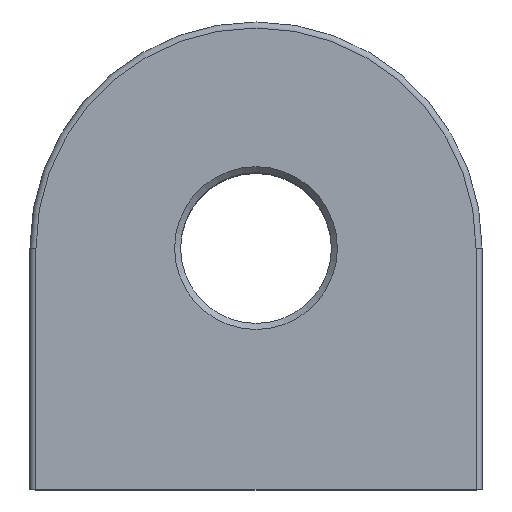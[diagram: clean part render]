
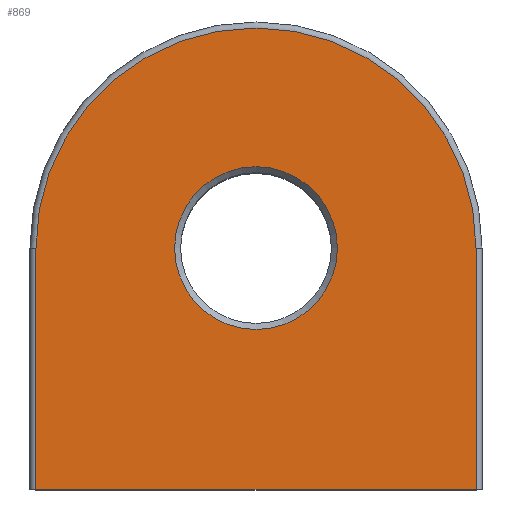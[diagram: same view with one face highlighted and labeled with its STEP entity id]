
A CAD part, top view. The second image highlights one B-rep face of the part: STEP entity #869.
In plain terms, the highlighted planar face has unit normal (0, 0, 1).
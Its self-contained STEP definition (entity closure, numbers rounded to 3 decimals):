
#24=LINE('',#1343,#84);
#25=LINE('',#1345,#85);
#26=LINE('',#1347,#86);
#84=VECTOR('',#1067,10.);
#85=VECTOR('',#1068,10.);
#86=VECTOR('',#1069,10.);
#144=PLANE('',#950);
#188=FACE_BOUND('',#267,.T.);
#208=FACE_OUTER_BOUND('',#266,.T.);
#266=EDGE_LOOP('',(#582,#583,#584,#585));
#267=EDGE_LOOP('',(#586));
#338=CIRCLE('',#946,2.7);
#341=CIRCLE('',#951,7.3);
#390=VERTEX_POINT('',#1333);
#393=VERTEX_POINT('',#1341);
#394=VERTEX_POINT('',#1342);
#395=VERTEX_POINT('',#1344);
#396=VERTEX_POINT('',#1346);
#466=EDGE_CURVE('',#390,#390,#338,.T.);
#469=EDGE_CURVE('',#393,#394,#24,.T.);
#470=EDGE_CURVE('',#395,#393,#25,.T.);
#471=EDGE_CURVE('',#396,#395,#26,.T.);
#472=EDGE_CURVE('',#394,#396,#341,.T.);
#582=ORIENTED_EDGE('',*,*,#469,.F.);
#583=ORIENTED_EDGE('',*,*,#470,.F.);
#584=ORIENTED_EDGE('',*,*,#471,.F.);
#585=ORIENTED_EDGE('',*,*,#472,.F.);
#586=ORIENTED_EDGE('',*,*,#466,.F.);
#869=ADVANCED_FACE('',(#208,#188),#144,.T.);
#946=AXIS2_PLACEMENT_3D('',#1334,#1057,#1058);
#950=AXIS2_PLACEMENT_3D('',#1340,#1065,#1066);
#951=AXIS2_PLACEMENT_3D('',#1348,#1070,#1071);
#1057=DIRECTION('center_axis',(0.,0.,1.));
#1058=DIRECTION('ref_axis',(-1.,0.,0.));
#1065=DIRECTION('center_axis',(0.,0.,1.));
#1066=DIRECTION('ref_axis',(1.,0.,0.));
#1067=DIRECTION('',(0.,1.,0.));
#1068=DIRECTION('',(-1.,0.,0.));
#1069=DIRECTION('',(0.,-1.,0.));
#1070=DIRECTION('center_axis',(0.,0.,-1.));
#1071=DIRECTION('ref_axis',(0.,1.,0.));
#1333=CARTESIAN_POINT('',(2.7,0.,7.6));
#1334=CARTESIAN_POINT('Origin',(0.,0.,7.6));
#1340=CARTESIAN_POINT('Origin',(0.,-0.25,7.6));
#1341=CARTESIAN_POINT('',(-7.3,-8.,7.6));
#1342=CARTESIAN_POINT('',(-7.3,0.,7.6));
#1343=CARTESIAN_POINT('',(-7.3,-0.125,7.6));
#1344=CARTESIAN_POINT('',(7.3,-8.,7.6));
#1345=CARTESIAN_POINT('',(-3.75,-8.,7.6));
#1346=CARTESIAN_POINT('',(7.3,0.,7.6));
#1347=CARTESIAN_POINT('',(7.3,-4.125,7.6));
#1348=CARTESIAN_POINT('Origin',(0.,0.,7.6));
